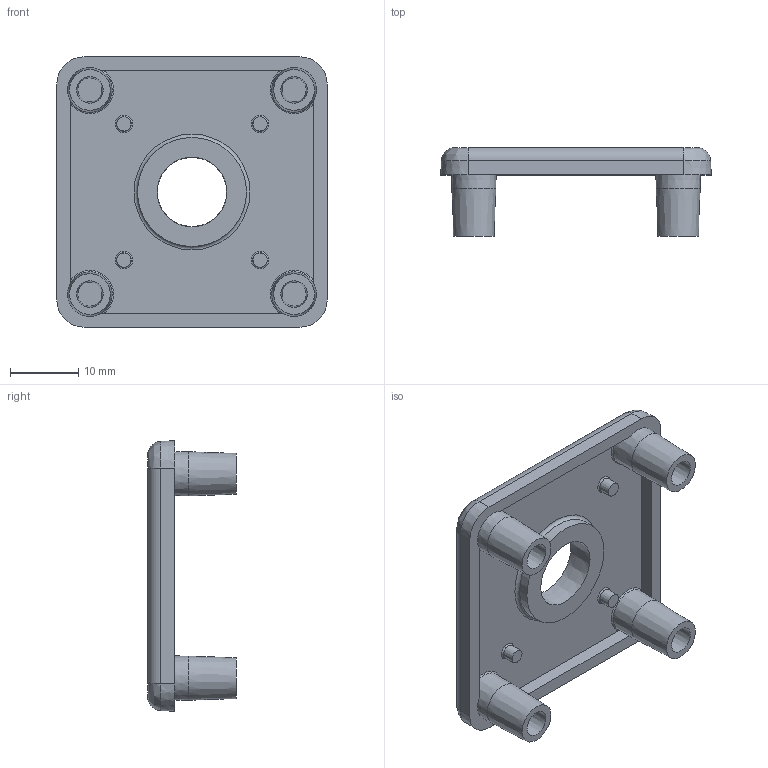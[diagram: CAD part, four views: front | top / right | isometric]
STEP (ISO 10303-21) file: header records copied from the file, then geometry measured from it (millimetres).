
FILE_DESCRIPTION(('STEP AP203'),'1');
FILE_NAME('BASE08E3149.stp','2023-12-12T07:40:04',(' '),(' '),'Spatial InterOp 3D',' ',' ');
FILE_SCHEMA(('CONFIG_CONTROL_DESIGN'));
Length unit declared in the file: millimetre
Products named in the file (1): Embout pied 8 40x40 léger
Bounding box: 39.7 x 13 x 39.7 mm (x, y, z)
Volume: 4542.7 mm3; surface area: 5194.9 mm2
Topology: 1 solids, 1 shells, 63 faces, 140 edges, 89 vertices
Faces by surface type: plane 24, cone 21, torus 9, cylinder 5, bspline 4
Full cylindrical faces by diameter (mm): 16 x1
Entity records: 1756 total; most frequent: CARTESIAN_POINT 412, DIRECTION 278, ORIENTED_EDGE 218, AXIS2_PLACEMENT_3D 125, EDGE_CURVE 109, EDGE_LOOP 98, VERTEX_POINT 81, FACE_OUTER_BOUND 69
